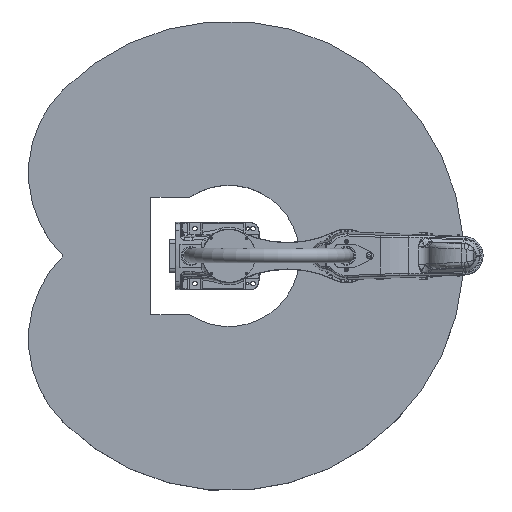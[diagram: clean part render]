
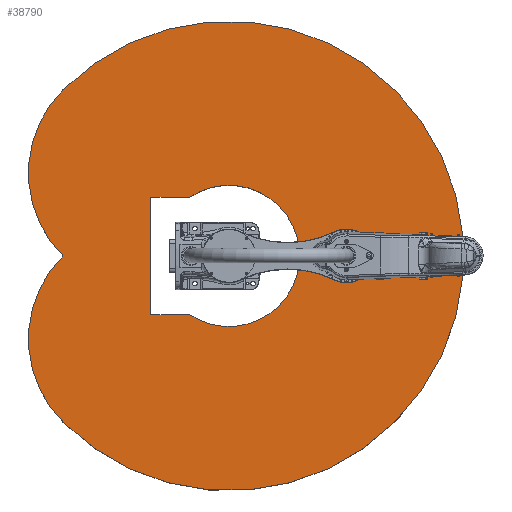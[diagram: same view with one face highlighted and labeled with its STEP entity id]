
A CAD part, top view. The second image highlights one B-rep face of the part: STEP entity #38790.
In plain terms, the highlighted planar face has unit normal (0, 0, 1).
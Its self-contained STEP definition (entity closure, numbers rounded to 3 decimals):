
#1483=FACE_BOUND('',#14326,.T.);
#2614=PLANE('',#42568);
#4949=LINE('',#86658,#7293);
#4953=LINE('',#86665,#7297);
#4956=LINE('',#86671,#7300);
#7293=VECTOR('',#52344,10.);
#7297=VECTOR('',#52350,10.);
#7300=VECTOR('',#52355,10.);
#9163=CIRCLE('',#42569,350.);
#9164=CIRCLE('',#42570,700.);
#9165=CIRCLE('',#42571,350.);
#9166=CIRCLE('',#42572,210.494);
#11451=FACE_OUTER_BOUND('',#14325,.T.);
#14325=EDGE_LOOP('',(#34336,#34337,#34338));
#14326=EDGE_LOOP('',(#34339,#34340,#34341,#34342));
#18667=VERTEX_POINT('',#86655);
#18668=VERTEX_POINT('',#86657);
#18670=VERTEX_POINT('',#86663);
#18672=VERTEX_POINT('',#86669);
#18673=VERTEX_POINT('',#86673);
#18674=VERTEX_POINT('',#86674);
#18675=VERTEX_POINT('',#86676);
#23889=EDGE_CURVE('',#18668,#18667,#4949,.T.);
#23893=EDGE_CURVE('',#18667,#18670,#4953,.T.);
#23896=EDGE_CURVE('',#18670,#18672,#4956,.T.);
#23897=EDGE_CURVE('',#18673,#18674,#9163,.T.);
#23898=EDGE_CURVE('',#18674,#18675,#9164,.T.);
#23899=EDGE_CURVE('',#18675,#18673,#9165,.T.);
#23900=EDGE_CURVE('',#18672,#18668,#9166,.T.);
#34336=ORIENTED_EDGE('',*,*,#23897,.T.);
#34337=ORIENTED_EDGE('',*,*,#23898,.T.);
#34338=ORIENTED_EDGE('',*,*,#23899,.T.);
#34339=ORIENTED_EDGE('',*,*,#23889,.T.);
#34340=ORIENTED_EDGE('',*,*,#23893,.T.);
#34341=ORIENTED_EDGE('',*,*,#23896,.T.);
#34342=ORIENTED_EDGE('',*,*,#23900,.T.);
#38790=ADVANCED_FACE('',(#11451,#1483),#2614,.T.);
#42568=AXIS2_PLACEMENT_3D('',#86672,#52356,#52357);
#42569=AXIS2_PLACEMENT_3D('',#86675,#52358,#52359);
#42570=AXIS2_PLACEMENT_3D('',#86677,#52360,#52361);
#42571=AXIS2_PLACEMENT_3D('',#86678,#52362,#52363);
#42572=AXIS2_PLACEMENT_3D('',#86679,#52364,#52365);
#52344=DIRECTION('',(-1.,0.,0.));
#52350=DIRECTION('',(0.,1.,0.));
#52355=DIRECTION('',(1.,0.,0.));
#52356=DIRECTION('center_axis',(0.,0.,1.));
#52357=DIRECTION('ref_axis',(1.,0.,0.));
#52358=DIRECTION('center_axis',(0.,0.,1.));
#52359=DIRECTION('ref_axis',(0.707,-0.707,0.));
#52360=DIRECTION('center_axis',(0.,0.,1.));
#52361=DIRECTION('ref_axis',(0.707,0.707,0.));
#52362=DIRECTION('center_axis',(0.,0.,1.));
#52363=DIRECTION('ref_axis',(0.707,-0.707,0.));
#52364=DIRECTION('center_axis',(0.,0.,-1.));
#52365=DIRECTION('ref_axis',(-1.,0.,0.));
#86655=CARTESIAN_POINT('',(-233.,-175.,200.));
#86657=CARTESIAN_POINT('',(-116.973,-175.,200.));
#86658=CARTESIAN_POINT('',(45.953,-175.,200.));
#86663=CARTESIAN_POINT('',(-233.,175.,200.));
#86665=CARTESIAN_POINT('',(-233.,-87.5,200.));
#86669=CARTESIAN_POINT('',(-116.973,175.,200.));
#86671=CARTESIAN_POINT('',(-108.047,175.,200.));
#86672=CARTESIAN_POINT('Origin',(16.906,0.,
200.));
#86673=CARTESIAN_POINT('',(-494.975,0.,200.));
#86674=CARTESIAN_POINT('',(-494.975,-494.975,200.));
#86675=CARTESIAN_POINT('Origin',(-247.487,-247.487,200.));
#86676=CARTESIAN_POINT('',(-494.975,494.975,200.));
#86677=CARTESIAN_POINT('Origin',(0.,0.,200.));
#86678=CARTESIAN_POINT('Origin',(-247.487,247.487,200.));
#86679=CARTESIAN_POINT('Origin',(0.,0.,200.));
